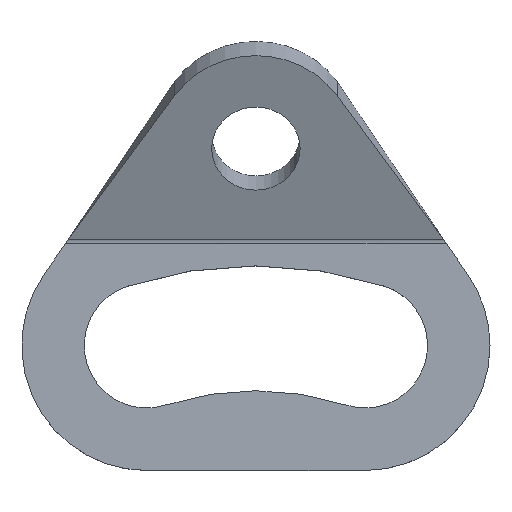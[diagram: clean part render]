
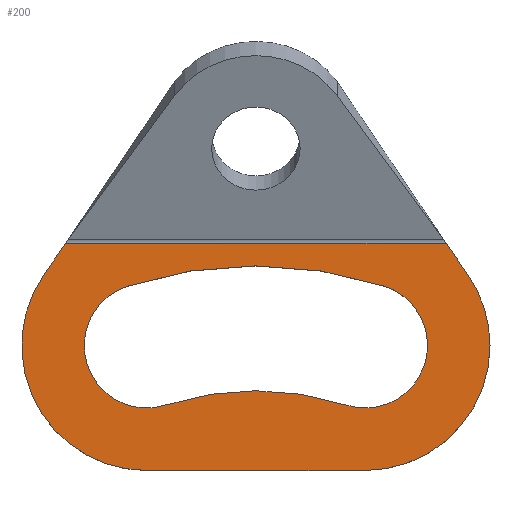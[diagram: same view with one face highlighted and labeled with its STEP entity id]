
A CAD part, top view. The second image highlights one B-rep face of the part: STEP entity #200.
In plain terms, the highlighted planar face has unit normal (0, 0, 1).
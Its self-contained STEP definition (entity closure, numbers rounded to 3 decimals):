
#4 = EDGE_CURVE ( 'NONE', #76, #26, #166, .T. ) ;
#19 = ORIENTED_EDGE ( 'NONE', *, *, #64, .F. ) ;
#20 = EDGE_CURVE ( 'NONE', #293, #135, #405, .T. ) ;
#26 = VERTEX_POINT ( 'NONE', #396 ) ;
#28 = ORIENTED_EDGE ( 'NONE', *, *, #281, .T. ) ;
#29 = ORIENTED_EDGE ( 'NONE', *, *, #247, .T. ) ;
#30 = ORIENTED_EDGE ( 'NONE', *, *, #20, .F. ) ;
#31 = ORIENTED_EDGE ( 'NONE', *, *, #137, .F. ) ;
#34 = VERTEX_POINT ( 'NONE', #308 ) ;
#35 = VERTEX_POINT ( 'NONE', #380 ) ;
#40 = ORIENTED_EDGE ( 'NONE', *, *, #299, .F. ) ;
#41 = ORIENTED_EDGE ( 'NONE', *, *, #65, .F. ) ;
#42 = ORIENTED_EDGE ( 'NONE', *, *, #43, .F. ) ;
#43 = EDGE_CURVE ( 'NONE', #272, #26, #397, .T. ) ;
#47 = EDGE_LOOP ( 'NONE', ( #201, #28, #282, #236, #29 ) ) ;
#48 = VERTEX_POINT ( 'NONE', #398 ) ;
#55 = ORIENTED_EDGE ( 'NONE', *, *, #246, .T. ) ;
#64 = EDGE_CURVE ( 'NONE', #136, #48, #348, .T. ) ;
#65 = EDGE_CURVE ( 'NONE', #48, #272, #349, .T. ) ;
#76 = VERTEX_POINT ( 'NONE', #428 ) ;
#122 = VERTEX_POINT ( 'NONE', #561 ) ;
#126 = VERTEX_POINT ( 'NONE', #546 ) ;
#135 = VERTEX_POINT ( 'NONE', #525 ) ;
#136 = VERTEX_POINT ( 'NONE', #522 ) ;
#137 = EDGE_CURVE ( 'NONE', #135, #136, #529, .T. ) ;
#155 = EDGE_CURVE ( 'NONE', #122, #126, #585, .T. ) ;
#163 = DIRECTION ( 'NONE',  ( 0.547, 0.837, 0. ) ) ;
#164 = VECTOR ( 'NONE', #163, 1000. ) ;
#165 = CARTESIAN_POINT ( 'NONE',  ( -7.087, 38.973, 0. ) ) ;
#166 = LINE ( 'NONE', #165, #164 ) ;
#191 = EDGE_CURVE ( 'NONE', #254, #235, #609, .T. ) ;
#200 = ADVANCED_FACE ( 'NONE', ( #613, #603 ), #604, .F. ) ;
#201 = ORIENTED_EDGE ( 'NONE', *, *, #191, .T. ) ;
#235 = VERTEX_POINT ( 'NONE', #630 ) ;
#236 = ORIENTED_EDGE ( 'NONE', *, *, #307, .T. ) ;
#246 = EDGE_CURVE ( 'NONE', #34, #294, #731, .T. ) ;
#247 = EDGE_CURVE ( 'NONE', #35, #254, #742, .T. ) ;
#251 = EDGE_CURVE ( 'NONE', #294, #76, #723, .T. ) ;
#252 = ORIENTED_EDGE ( 'NONE', *, *, #4, .T. ) ;
#254 = VERTEX_POINT ( 'NONE', #718 ) ;
#272 = VERTEX_POINT ( 'NONE', #665 ) ;
#281 = EDGE_CURVE ( 'NONE', #235, #122, #658, .T. ) ;
#282 = ORIENTED_EDGE ( 'NONE', *, *, #155, .T. ) ;
#284 = EDGE_LOOP ( 'NONE', ( #296, #252, #42, #41, #19, #31, #30, #40, #55 ) ) ;
#293 = VERTEX_POINT ( 'NONE', #716 ) ;
#294 = VERTEX_POINT ( 'NONE', #706 ) ;
#296 = ORIENTED_EDGE ( 'NONE', *, *, #251, .T. ) ;
#299 = EDGE_CURVE ( 'NONE', #34, #293, #660, .T. ) ;
#307 = EDGE_CURVE ( 'NONE', #126, #35, #705, .T. ) ;
#308 = CARTESIAN_POINT ( 'NONE',  ( 18.165, 22., 0. ) ) ;
#309 = AXIS2_PLACEMENT_3D ( 'NONE', #313, #431, #430 ) ;
#313 = CARTESIAN_POINT ( 'NONE',  ( -10.5, 12., 0. ) ) ;
#315 = DIRECTION ( 'NONE',  ( -1., 0., 0. ) ) ;
#316 = DIRECTION ( 'NONE',  ( 0., 0., -1. ) ) ;
#345 = DIRECTION ( 'NONE',  ( -1., 0., 0. ) ) ;
#346 = VECTOR ( 'NONE', #345, 1000. ) ;
#347 = CARTESIAN_POINT ( 'NONE',  ( 25., 0., 0. ) ) ;
#348 = LINE ( 'NONE', #347, #346 ) ;
#349 = CIRCLE ( 'NONE', #309, 12. ) ;
#362 = CARTESIAN_POINT ( 'NONE',  ( 10.5, 12., 0. ) ) ;
#363 = AXIS2_PLACEMENT_3D ( 'NONE', #362, #316, #315 ) ;
#380 = CARTESIAN_POINT ( 'NONE',  ( 8.647, 6.293, 0. ) ) ;
#390 = DIRECTION ( 'NONE',  ( 0.57, 0.821, 0. ) ) ;
#391 = VECTOR ( 'NONE', #390, 1000. ) ;
#392 = CARTESIAN_POINT ( 'NONE',  ( -14.426, 27.383, 0. ) ) ;
#396 = CARTESIAN_POINT ( 'NONE',  ( -18.165, 22., 0. ) ) ;
#397 = LINE ( 'NONE', #392, #391 ) ;
#398 = CARTESIAN_POINT ( 'NONE',  ( -10.5, 0., 0. ) ) ;
#405 = CIRCLE ( 'NONE', #363, 12. ) ;
#428 = CARTESIAN_POINT ( 'NONE',  ( -18.28, 21.824, 0. ) ) ;
#430 = DIRECTION ( 'NONE',  ( -1., 0., 0. ) ) ;
#431 = DIRECTION ( 'NONE',  ( 0., 0., -1. ) ) ;
#481 = DIRECTION ( 'NONE',  ( -1., 0., 0. ) ) ;
#482 = DIRECTION ( 'NONE',  ( 0., 0., -1. ) ) ;
#506 = DIRECTION ( 'NONE',  ( -1., 0., 0. ) ) ;
#507 = DIRECTION ( 'NONE',  ( 0., 0., -1. ) ) ;
#508 = CARTESIAN_POINT ( 'NONE',  ( 10.5, 12., 0. ) ) ;
#509 = AXIS2_PLACEMENT_3D ( 'NONE', #508, #507, #506 ) ;
#517 = CARTESIAN_POINT ( 'NONE',  ( 10.5, 12., 0. ) ) ;
#522 = CARTESIAN_POINT ( 'NONE',  ( 10.5, 0., 0. ) ) ;
#523 = AXIS2_PLACEMENT_3D ( 'NONE', #517, #482, #481 ) ;
#525 = CARTESIAN_POINT ( 'NONE',  ( 22.5, 12., 0. ) ) ;
#529 = CIRCLE ( 'NONE', #523, 12. ) ;
#546 = CARTESIAN_POINT ( 'NONE',  ( 16.5, 12., 0. ) ) ;
#561 = CARTESIAN_POINT ( 'NONE',  ( 12.353, 17.707, 0. ) ) ;
#585 = CIRCLE ( 'NONE', #509, 6. ) ;
#594 = DIRECTION ( 'NONE',  ( -1., 0., 0. ) ) ;
#595 = DIRECTION ( 'NONE',  ( 0., 0., -1. ) ) ;
#596 = CARTESIAN_POINT ( 'NONE',  ( 25., 0., 0. ) ) ;
#597 = AXIS2_PLACEMENT_3D ( 'NONE', #596, #595, #594 ) ;
#603 = FACE_OUTER_BOUND ( 'NONE', #284, .T. ) ;
#604 = PLANE ( 'NONE',  #597 ) ;
#605 = DIRECTION ( 'NONE',  ( -1., 0., 0. ) ) ;
#606 = DIRECTION ( 'NONE',  ( 0., 0., -1. ) ) ;
#607 = CARTESIAN_POINT ( 'NONE',  ( -10.5, 12., 0. ) ) ;
#608 = AXIS2_PLACEMENT_3D ( 'NONE', #607, #606, #605 ) ;
#609 = CIRCLE ( 'NONE', #608, 6. ) ;
#613 = FACE_BOUND ( 'NONE', #47, .T. ) ;
#626 = AXIS2_PLACEMENT_3D ( 'NONE', #631, #726, #725 ) ;
#630 = CARTESIAN_POINT ( 'NONE',  ( -12.353, 17.707, 0. ) ) ;
#631 = CARTESIAN_POINT ( 'NONE',  ( 0., -20.338, 0. ) ) ;
#658 = CIRCLE ( 'NONE', #659, 40. ) ;
#659 = AXIS2_PLACEMENT_3D ( 'NONE', #715, #714, #713 ) ;
#660 = LINE ( 'NONE', #677, #703 ) ;
#665 = CARTESIAN_POINT ( 'NONE',  ( -20.356, 18.845, 0. ) ) ;
#677 = CARTESIAN_POINT ( 'NONE',  ( 30.697, 3.957, 0. ) ) ;
#693 = DIRECTION ( 'NONE',  ( -1., 0., 0. ) ) ;
#694 = DIRECTION ( 'NONE',  ( 0., 0., -1. ) ) ;
#695 = CARTESIAN_POINT ( 'NONE',  ( 10.5, 12., 0. ) ) ;
#702 = DIRECTION ( 'NONE',  ( 0.57, -0.821, 0. ) ) ;
#703 = VECTOR ( 'NONE', #702, 1000. ) ;
#705 = CIRCLE ( 'NONE', #709, 6. ) ;
#706 = CARTESIAN_POINT ( 'NONE',  ( 18.28, 21.824, 0. ) ) ;
#709 = AXIS2_PLACEMENT_3D ( 'NONE', #695, #694, #693 ) ;
#713 = DIRECTION ( 'NONE',  ( -1., 0., 0. ) ) ;
#714 = DIRECTION ( 'NONE',  ( 0., 0., -1. ) ) ;
#715 = CARTESIAN_POINT ( 'NONE',  ( 0., -20.338, 0. ) ) ;
#716 = CARTESIAN_POINT ( 'NONE',  ( 20.356, 18.845, 0. ) ) ;
#718 = CARTESIAN_POINT ( 'NONE',  ( -8.647, 6.293, 0. ) ) ;
#719 = DIRECTION ( 'NONE',  ( -1., 0., 0. ) ) ;
#720 = VECTOR ( 'NONE', #719, 1000. ) ;
#722 = CARTESIAN_POINT ( 'NONE',  ( -18.165, 21.824, 0. ) ) ;
#723 = LINE ( 'NONE', #722, #720 ) ;
#725 = DIRECTION ( 'NONE',  ( -1., 0., 0. ) ) ;
#726 = DIRECTION ( 'NONE',  ( 0., 0., 1. ) ) ;
#728 = DIRECTION ( 'NONE',  ( 0.547, -0.837, 0. ) ) ;
#729 = VECTOR ( 'NONE', #728, 1000. ) ;
#730 = CARTESIAN_POINT ( 'NONE',  ( 7.087, 38.973, 0. ) ) ;
#731 = LINE ( 'NONE', #730, #729 ) ;
#742 = CIRCLE ( 'NONE', #626, 28. ) ;
